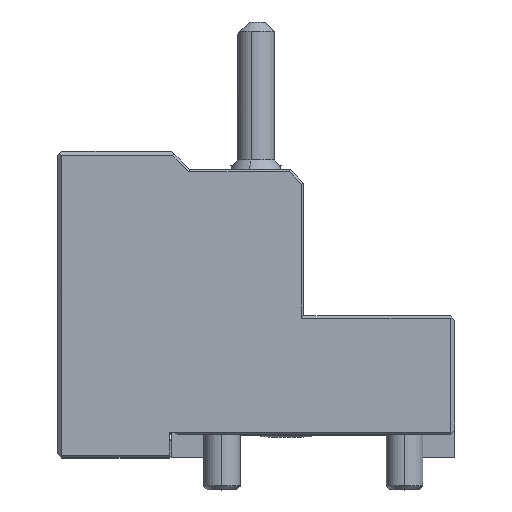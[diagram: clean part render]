
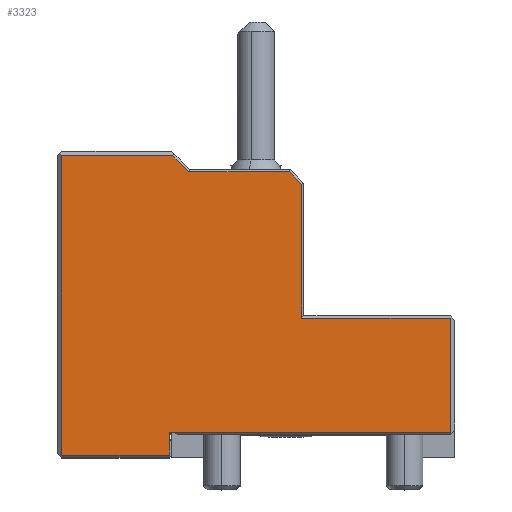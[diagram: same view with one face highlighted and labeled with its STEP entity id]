
A CAD part, top view. The second image highlights one B-rep face of the part: STEP entity #3323.
In plain terms, the highlighted planar face has unit normal (0, 0, 1).
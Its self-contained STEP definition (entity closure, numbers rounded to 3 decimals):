
#130=CARTESIAN_POINT('',(-30.405,0.5,40.));
#140=CARTESIAN_POINT('',(-30.505,-0.495,40.));
#141=DIRECTION('',(0.,0.,-1.));
#142=DIRECTION('',(-0.995,-0.1,0.));
#143=AXIS2_PLACEMENT_3D('',#140,#141,#142);
#145=DIRECTION('',(-1.,0.,0.));
#146=VECTOR('',#145,23.5);
#147=CARTESIAN_POINT('',(-31.5,-4.5,40.));
#148=LINE('',#147,#146);
#149=DIRECTION('',(0.,-1.,0.));
#150=VECTOR('',#149,65.5);
#151=CARTESIAN_POINT('',(-55.,61.,40.));
#152=LINE('',#151,#150);
#153=DIRECTION('',(1.,0.,0.));
#154=VECTOR('',#153,24.293);
#155=CARTESIAN_POINT('',(-55.,61.,40.));
#156=LINE('',#155,#154);
#157=DIRECTION('',(-0.707,0.707,0.));
#158=VECTOR('',#157,4.95);
#159=CARTESIAN_POINT('',(-27.207,57.5,40.));
#160=LINE('',#159,#158);
#161=DIRECTION('',(-1.,0.,0.));
#162=VECTOR('',#161,22.);
#163=CARTESIAN_POINT('',(-5.207,57.5,40.));
#164=LINE('',#163,#162);
#165=DIRECTION('',(-0.707,0.707,0.));
#166=VECTOR('',#165,3.828);
#167=CARTESIAN_POINT('',(-2.5,54.793,40.));
#168=LINE('',#167,#166);
#169=DIRECTION('',(0.,1.,0.));
#170=VECTOR('',#169,29.293);
#171=CARTESIAN_POINT('',(-2.5,25.5,40.));
#172=LINE('',#171,#170);
#173=DIRECTION('',(-1.,0.,0.));
#174=VECTOR('',#173,32.5);
#175=CARTESIAN_POINT('',(30.,25.5,40.));
#176=LINE('',#175,#174);
#177=DIRECTION('',(0.,-1.,0.));
#178=VECTOR('',#177,25.);
#179=CARTESIAN_POINT('',(30.,25.5,40.));
#180=LINE('',#179,#178);
#181=DIRECTION('',(-1.,0.,0.));
#182=VECTOR('',#181,60.405);
#183=CARTESIAN_POINT('',(30.,0.5,40.));
#184=LINE('',#183,#182);
#185=CARTESIAN_POINT('',(-30.505,-0.495,40.));
#186=DIRECTION('',(0.,0.,-1.));
#187=DIRECTION('',(-0.1,0.995,0.));
#188=AXIS2_PLACEMENT_3D('',#185,#186,#187);
#190=DIRECTION('',(-1.,0.,0.));
#191=VECTOR('',#190,0.895);
#192=CARTESIAN_POINT('',(-30.605,0.5,40.));
#193=LINE('',#192,#191);
#208=DIRECTION('',(0.,1.,0.));
#209=VECTOR('',#208,3.905);
#210=CARTESIAN_POINT('',(-31.5,-4.5,40.));
#211=LINE('',#210,#209);
#2089=CARTESIAN_POINT('',(-30.605,0.5,40.));
#2101=DIRECTION('',(0.,1.,0.));
#2102=VECTOR('',#2101,0.895);
#2103=CARTESIAN_POINT('',(-31.5,-0.395,40.));
#2104=LINE('',#2103,#2102);
#2497=CARTESIAN_POINT('',(30.,25.5,40.));
#2498=CARTESIAN_POINT('',(-2.5,25.5,40.));
#2499=VERTEX_POINT('',#2497);
#2500=VERTEX_POINT('',#2498);
#2563=CARTESIAN_POINT('',(-55.,61.,40.));
#2564=VERTEX_POINT('',#2563);
#2570=CARTESIAN_POINT('',(-5.207,57.5,40.));
#2572=VERTEX_POINT('',#2570);
#2577=CARTESIAN_POINT('',(30.,0.5,40.));
#2578=VERTEX_POINT('',#2577);
#2613=CARTESIAN_POINT('',(-27.207,57.5,40.));
#2614=VERTEX_POINT('',#2613);
#2617=CARTESIAN_POINT('',(-30.707,61.,40.));
#2619=VERTEX_POINT('',#2617);
#2626=CARTESIAN_POINT('',(-2.5,54.793,40.));
#2628=VERTEX_POINT('',#2626);
#2637=CARTESIAN_POINT('',(-31.5,-4.5,40.));
#2638=CARTESIAN_POINT('',(-55.,-4.5,40.));
#2639=VERTEX_POINT('',#2637);
#2640=VERTEX_POINT('',#2638);
#2721=CARTESIAN_POINT('',(-31.5,-0.595,40.));
#2722=CARTESIAN_POINT('',(-31.5,-0.395,40.));
#2723=VERTEX_POINT('',#2721);
#2724=VERTEX_POINT('',#2722);
#2731=VERTEX_POINT('',#2089);
#2732=VERTEX_POINT('',#130);
#2741=CARTESIAN_POINT('',(-31.5,0.5,40.));
#2742=VERTEX_POINT('',#2741);
#3289=CARTESIAN_POINT('',(-56.,-5.,40.));
#3290=DIRECTION('',(0.,0.,1.));
#3291=DIRECTION('',(1.,0.,0.));
#3292=AXIS2_PLACEMENT_3D('',#3289,#3290,#3291);
#3293=PLANE('',#3292);
#3294=ORIENTED_EDGE('',*,*,#3188,.F.);
#3296=ORIENTED_EDGE('',*,*,#3295,.F.);
#3298=ORIENTED_EDGE('',*,*,#3297,.T.);
#3300=ORIENTED_EDGE('',*,*,#3299,.F.);
#3302=ORIENTED_EDGE('',*,*,#3301,.T.);
#3304=ORIENTED_EDGE('',*,*,#3303,.F.);
#3306=ORIENTED_EDGE('',*,*,#3305,.F.);
#3308=ORIENTED_EDGE('',*,*,#3307,.F.);
#3310=ORIENTED_EDGE('',*,*,#3309,.F.);
#3312=ORIENTED_EDGE('',*,*,#3311,.F.);
#3314=ORIENTED_EDGE('',*,*,#3313,.T.);
#3315=ORIENTED_EDGE('',*,*,#3278,.T.);
#3316=ORIENTED_EDGE('',*,*,#3194,.F.);
#3318=ORIENTED_EDGE('',*,*,#3317,.T.);
#3320=ORIENTED_EDGE('',*,*,#3319,.F.);
#3321=EDGE_LOOP('',(#3294,#3296,#3298,#3300,#3302,#3304,#3306,#3308,#3310,#3312,
#3314,#3315,#3316,#3318,#3320));
#3322=FACE_OUTER_BOUND('',#3321,.F.);
#144=CIRCLE('',#143,1.);
#189=CIRCLE('',#188,1.);
#3188=EDGE_CURVE('',#2723,#2724,#144,.T.);
#3194=EDGE_CURVE('',#2731,#2732,#189,.T.);
#3278=EDGE_CURVE('',#2578,#2732,#184,.T.);
#3295=EDGE_CURVE('',#2639,#2723,#211,.T.);
#3297=EDGE_CURVE('',#2639,#2640,#148,.T.);
#3299=EDGE_CURVE('',#2564,#2640,#152,.T.);
#3301=EDGE_CURVE('',#2564,#2619,#156,.T.);
#3303=EDGE_CURVE('',#2614,#2619,#160,.T.);
#3305=EDGE_CURVE('',#2572,#2614,#164,.T.);
#3307=EDGE_CURVE('',#2628,#2572,#168,.T.);
#3309=EDGE_CURVE('',#2500,#2628,#172,.T.);
#3311=EDGE_CURVE('',#2499,#2500,#176,.T.);
#3313=EDGE_CURVE('',#2499,#2578,#180,.T.);
#3317=EDGE_CURVE('',#2731,#2742,#193,.T.);
#3319=EDGE_CURVE('',#2724,#2742,#2104,.T.);
#3323=ADVANCED_FACE('',(#3322),#3293,.T.);
